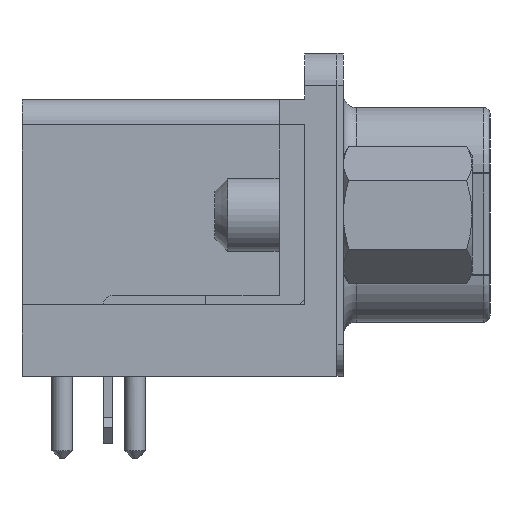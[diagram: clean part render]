
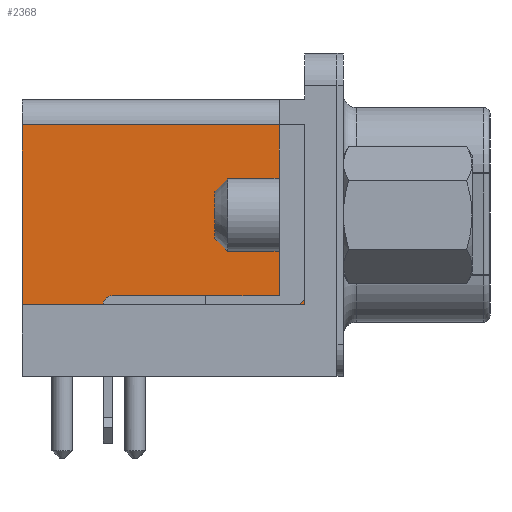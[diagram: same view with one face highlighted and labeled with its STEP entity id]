
A CAD part, left-side view. The second image highlights one B-rep face of the part: STEP entity #2368.
In plain terms, the highlighted planar face has unit normal (-1, 0, 0).
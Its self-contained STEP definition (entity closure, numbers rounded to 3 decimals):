
#2186 = EDGE_CURVE('',#2187,#2189,#2191,.T.);
#2187 = VERTEX_POINT('',#2188);
#2188 = CARTESIAN_POINT('',(-28.84,12.25,3.5));
#2189 = VERTEX_POINT('',#2190);
#2190 = CARTESIAN_POINT('',(-28.84,12.25,-3.5));
#2191 = LINE('',#2192,#2193);
#2192 = CARTESIAN_POINT('',(-28.84,12.25,4.5));
#2193 = VECTOR('',#2194,1.);
#2194 = DIRECTION('',(0.,0.,-1.));
#2368 = ADVANCED_FACE('',(#2369),#2402,.T.);
#2369 = FACE_BOUND('',#2370,.T.);
#2370 = EDGE_LOOP('',(#2371,#2379,#2380,#2388,#2396));
#2371 = ORIENTED_EDGE('',*,*,#2372,.T.);
#2372 = EDGE_CURVE('',#2373,#2187,#2375,.T.);
#2373 = VERTEX_POINT('',#2374);
#2374 = CARTESIAN_POINT('',(-28.84,2.25,3.5));
#2375 = LINE('',#2376,#2377);
#2376 = CARTESIAN_POINT('',(-28.84,2.25,3.5));
#2377 = VECTOR('',#2378,1.);
#2378 = DIRECTION('',(0.,1.,0.));
#2379 = ORIENTED_EDGE('',*,*,#2186,.T.);
#2380 = ORIENTED_EDGE('',*,*,#2381,.F.);
#2381 = EDGE_CURVE('',#2382,#2189,#2384,.T.);
#2382 = VERTEX_POINT('',#2383);
#2383 = CARTESIAN_POINT('',(-28.84,1.25,-3.5));
#2384 = LINE('',#2385,#2386);
#2385 = CARTESIAN_POINT('',(-28.84,2.25,-3.5));
#2386 = VECTOR('',#2387,1.);
#2387 = DIRECTION('',(0.,1.,0.));
#2388 = ORIENTED_EDGE('',*,*,#2389,.F.);
#2389 = EDGE_CURVE('',#2390,#2382,#2392,.T.);
#2390 = VERTEX_POINT('',#2391);
#2391 = CARTESIAN_POINT('',(-28.84,1.25,3.5));
#2392 = LINE('',#2393,#2394);
#2393 = CARTESIAN_POINT('',(-28.84,1.25,3.5));
#2394 = VECTOR('',#2395,1.);
#2395 = DIRECTION('',(0.,0.,-1.));
#2396 = ORIENTED_EDGE('',*,*,#2397,.F.);
#2397 = EDGE_CURVE('',#2373,#2390,#2398,.T.);
#2398 = LINE('',#2399,#2400);
#2399 = CARTESIAN_POINT('',(-28.84,2.25,3.5));
#2400 = VECTOR('',#2401,1.);
#2401 = DIRECTION('',(0.,-1.,0.));
#2402 = PLANE('',#2403);
#2403 = AXIS2_PLACEMENT_3D('',#2404,#2405,#2406);
#2404 = CARTESIAN_POINT('',(-28.84,6.75,0.));
#2405 = DIRECTION('',(-1.,0.,0.));
#2406 = DIRECTION('',(0.,0.,-1.));
